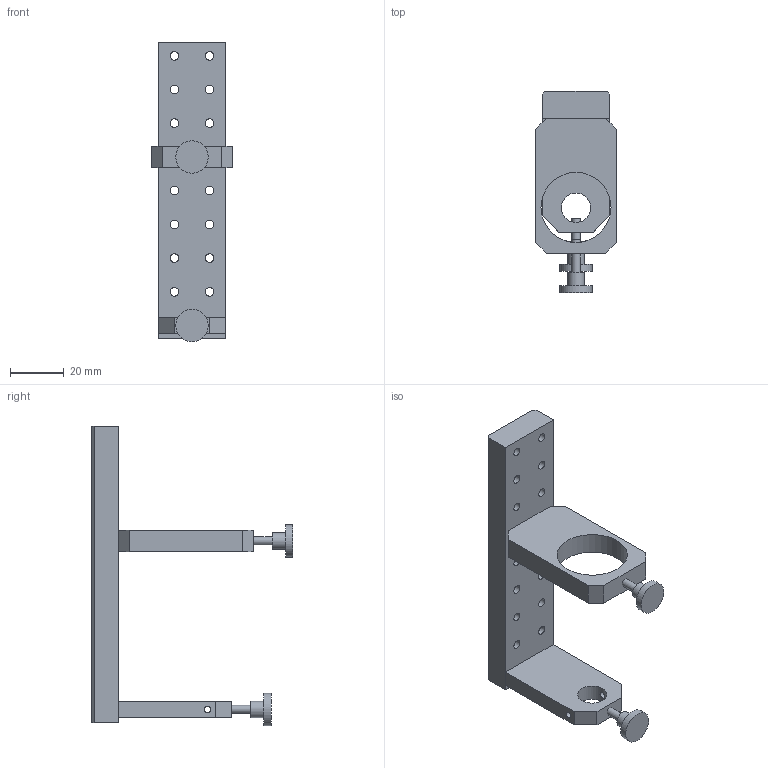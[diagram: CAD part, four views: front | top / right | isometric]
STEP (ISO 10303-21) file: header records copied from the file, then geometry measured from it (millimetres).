
FILE_DESCRIPTION( ( 'Unknown' ), '1' );
FILE_NAME( '560920V_ohne_Kart.stp', 'Unknown', ( 'Schwinghammer Vitus' ), ( 'Vieweg' ), 'PSStep 17.0.49', 'Solid Edge ST6', ' ' );
FILE_SCHEMA( ( 'AUTOMOTIVE_DESIGN { 1 0 10303 214 1 1 1 1 }' ) );
Length unit declared in the file: millimetre
Products named in the file (5): Assem1; Z79-2_Balken; Z339-2; Z339-1; Rändelschraube M3x12
Assembly tree (5 placements, depth 2):
  Assem1
    Z79-2_Balken
    Z339-2
    Z339-1
    Rändelschraube M3x12  x2
Bounding box: 30 x 74.6 x 111 mm (x, y, z)
Volume: 37702.5 mm3; surface area: 18696.5 mm2
Topology: 5 solids, 5 shells, 112 faces, 264 edges, 183 vertices
Faces by surface type: cylinder 56, plane 52, cone 4
Full cylindrical faces by diameter (mm): 2.459 x12, 3 x2, 3.2 x18, 6 x20, 10.9 x1, 12 x2, 26 x1
Entity records: 3706 total; most frequent: CARTESIAN_POINT 557, DIRECTION 478, ORIENTED_EDGE 324, EDGE_LOOP 230, AXIS2_PLACEMENT_3D 209, EDGE_CURVE 162, FACE_OUTER_BOUND 158, VERTEX_POINT 146
